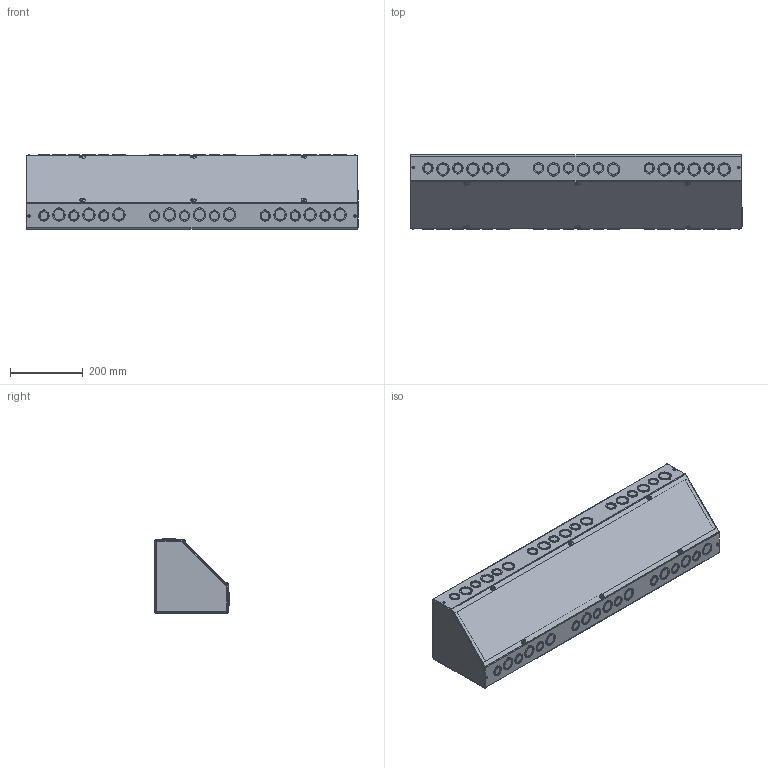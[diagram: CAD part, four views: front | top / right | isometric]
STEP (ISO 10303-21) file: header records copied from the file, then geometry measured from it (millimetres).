
FILE_DESCRIPTION (( 'STEP AP214' ), '1' );
FILE_NAME ('S8836AT.STEP', '2021-11-10T17:29:50', ( '' ), ( '' ), 'SwSTEP 2.0', 'SolidWorks 2021', '' );
FILE_SCHEMA (( 'AUTOMOTIVE_DESIGN' ));
Length unit declared in the file: inch
Products named in the file (1): S8836AT
Bounding box: 914.4 x 206.22 x 206.22 mm (x, y, z)
Volume: 1428902.5 mm3; surface area: 1560836.6 mm2
Topology: 26 solids, 26 shells, 4261 faces, 11605 edges, 7236 vertices
Faces by surface type: plane 2266, cylinder 1114, cone 444, bspline 381, torus 56
Entity records: 196584 total; most frequent: CARTESIAN_POINT 35322, ORIENTED_EDGE 23044, DIRECTION 21317, EDGE_CURVE 11522, VERTEX_POINT 7208, VECTOR 7207, LINE 7207, AXIS2_PLACEMENT_3D 7055
